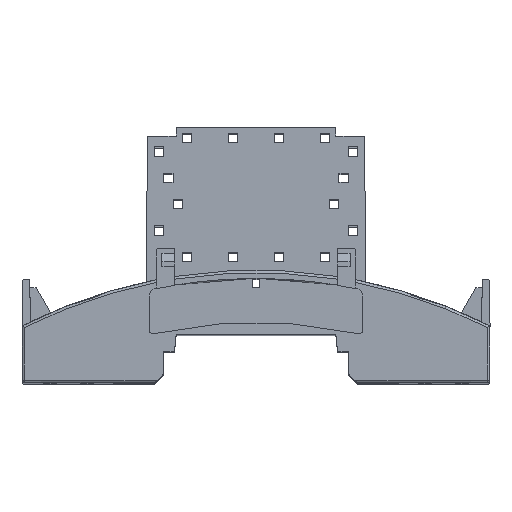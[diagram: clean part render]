
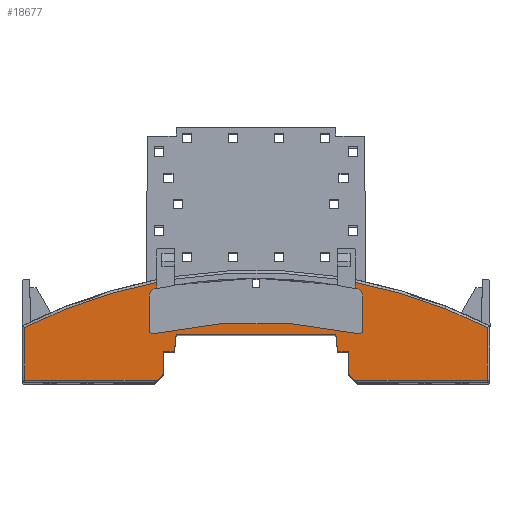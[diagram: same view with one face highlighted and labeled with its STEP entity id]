
A CAD part, top view. The second image highlights one B-rep face of the part: STEP entity #18677.
In plain terms, the highlighted planar face has unit normal (0, 0, 1).
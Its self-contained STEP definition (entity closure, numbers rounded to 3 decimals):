
#732=PLANE('',#19769);
#1538=FACE_OUTER_BOUND('',#2513,.T.);
#2513=EDGE_LOOP('',(#16274,#16275,#16276,#16277,#16278,#16279,#16280,#16281,
#16282,#16283,#16284,#16285,#16286,#16287,#16288,#16289,#16290,#16291,#16292,
#16293,#16294,#16295,#16296,#16297,#16298,#16299));
#3373=LINE('',#26554,#5829);
#4110=LINE('',#28098,#6566);
#4404=LINE('',#28703,#6860);
#4740=LINE('',#29385,#7196);
#4742=LINE('',#29390,#7198);
#4743=LINE('',#29394,#7199);
#4744=LINE('',#29400,#7200);
#4745=LINE('',#29407,#7201);
#4746=LINE('',#29409,#7202);
#4747=LINE('',#29411,#7203);
#4748=LINE('',#29412,#7204);
#4749=LINE('',#29414,#7205);
#4750=LINE('',#29416,#7206);
#4751=LINE('',#29418,#7207);
#4752=LINE('',#29420,#7208);
#4753=LINE('',#29422,#7209);
#4754=LINE('',#29423,#7210);
#5829=VECTOR('',#21261,1.);
#6566=VECTOR('',#22462,1.);
#6860=VECTOR('',#22970,1.);
#7196=VECTOR('',#23630,1.);
#7198=VECTOR('',#23634,1.);
#7199=VECTOR('',#23637,1.);
#7200=VECTOR('',#23642,1.);
#7201=VECTOR('',#23651,1.);
#7202=VECTOR('',#23652,1.);
#7203=VECTOR('',#23653,1.);
#7204=VECTOR('',#23654,1.);
#7205=VECTOR('',#23655,1.);
#7206=VECTOR('',#23656,1.);
#7207=VECTOR('',#23657,1.);
#7208=VECTOR('',#23658,1.);
#7209=VECTOR('',#23659,1.);
#7210=VECTOR('',#23660,1.);
#7894=CIRCLE('',#19610,1.5);
#7911=CIRCLE('',#19716,89.5);
#7919=CIRCLE('',#19770,99.);
#7920=CIRCLE('',#19771,97.9);
#7921=CIRCLE('',#19772,1.5);
#7922=CIRCLE('',#19773,0.8);
#7923=CIRCLE('',#19774,0.8);
#7924=CIRCLE('',#19775,97.9);
#7925=CIRCLE('',#19776,99.);
#8464=VERTEX_POINT('',#26497);
#8465=VERTEX_POINT('',#26553);
#9038=VERTEX_POINT('',#28094);
#9040=VERTEX_POINT('',#28097);
#9242=VERTEX_POINT('',#28697);
#9244=VERTEX_POINT('',#28701);
#9247=VERTEX_POINT('',#28713);
#9403=VERTEX_POINT('',#29235);
#9405=VERTEX_POINT('',#29239);
#9427=VERTEX_POINT('',#29382);
#9429=VERTEX_POINT('',#29388);
#9430=VERTEX_POINT('',#29389);
#9431=VERTEX_POINT('',#29391);
#9432=VERTEX_POINT('',#29393);
#9433=VERTEX_POINT('',#29395);
#9434=VERTEX_POINT('',#29397);
#9435=VERTEX_POINT('',#29399);
#9436=VERTEX_POINT('',#29404);
#9437=VERTEX_POINT('',#29406);
#9438=VERTEX_POINT('',#29408);
#9439=VERTEX_POINT('',#29410);
#9440=VERTEX_POINT('',#29413);
#9441=VERTEX_POINT('',#29415);
#9442=VERTEX_POINT('',#29417);
#9443=VERTEX_POINT('',#29419);
#9444=VERTEX_POINT('',#29421);
#10456=EDGE_CURVE('',#8465,#8464,#3373,.T.);
#11229=EDGE_CURVE('',#9040,#9038,#4110,.T.);
#11541=EDGE_CURVE('',#9244,#9242,#4404,.T.);
#11548=EDGE_CURVE('',#9247,#9244,#7894,.T.);
#11828=EDGE_CURVE('',#9405,#9403,#7911,.T.);
#11904=EDGE_CURVE('',#9038,#9427,#4740,.T.);
#11906=EDGE_CURVE('',#9429,#9430,#4742,.T.);
#11907=EDGE_CURVE('',#9431,#9429,#7919,.T.);
#11908=EDGE_CURVE('',#9432,#9431,#4743,.T.);
#11909=EDGE_CURVE('',#9433,#9432,#7920,.T.);
#11910=EDGE_CURVE('',#9434,#9433,#7921,.T.);
#11911=EDGE_CURVE('',#9435,#9434,#4744,.T.);
#11912=EDGE_CURVE('',#9403,#9435,#7922,.T.);
#11913=EDGE_CURVE('',#9242,#9405,#7923,.T.);
#11914=EDGE_CURVE('',#8465,#9247,#7924,.T.);
#11915=EDGE_CURVE('',#9436,#8464,#7925,.T.);
#11916=EDGE_CURVE('',#9436,#9437,#4745,.T.);
#11917=EDGE_CURVE('',#9437,#9438,#4746,.T.);
#11918=EDGE_CURVE('',#9439,#9438,#4747,.T.);
#11919=EDGE_CURVE('',#9040,#9439,#4748,.T.);
#11920=EDGE_CURVE('',#9440,#9427,#4749,.T.);
#11921=EDGE_CURVE('',#9441,#9440,#4750,.T.);
#11922=EDGE_CURVE('',#9442,#9441,#4751,.T.);
#11923=EDGE_CURVE('',#9442,#9443,#4752,.T.);
#11924=EDGE_CURVE('',#9443,#9444,#4753,.T.);
#11925=EDGE_CURVE('',#9430,#9444,#4754,.T.);
#16274=ORIENTED_EDGE('',*,*,#11906,.F.);
#16275=ORIENTED_EDGE('',*,*,#11907,.F.);
#16276=ORIENTED_EDGE('',*,*,#11908,.F.);
#16277=ORIENTED_EDGE('',*,*,#11909,.F.);
#16278=ORIENTED_EDGE('',*,*,#11910,.F.);
#16279=ORIENTED_EDGE('',*,*,#11911,.F.);
#16280=ORIENTED_EDGE('',*,*,#11912,.F.);
#16281=ORIENTED_EDGE('',*,*,#11828,.F.);
#16282=ORIENTED_EDGE('',*,*,#11913,.F.);
#16283=ORIENTED_EDGE('',*,*,#11541,.F.);
#16284=ORIENTED_EDGE('',*,*,#11548,.F.);
#16285=ORIENTED_EDGE('',*,*,#11914,.F.);
#16286=ORIENTED_EDGE('',*,*,#10456,.T.);
#16287=ORIENTED_EDGE('',*,*,#11915,.F.);
#16288=ORIENTED_EDGE('',*,*,#11916,.T.);
#16289=ORIENTED_EDGE('',*,*,#11917,.T.);
#16290=ORIENTED_EDGE('',*,*,#11918,.F.);
#16291=ORIENTED_EDGE('',*,*,#11919,.F.);
#16292=ORIENTED_EDGE('',*,*,#11229,.T.);
#16293=ORIENTED_EDGE('',*,*,#11904,.T.);
#16294=ORIENTED_EDGE('',*,*,#11920,.F.);
#16295=ORIENTED_EDGE('',*,*,#11921,.F.);
#16296=ORIENTED_EDGE('',*,*,#11922,.F.);
#16297=ORIENTED_EDGE('',*,*,#11923,.T.);
#16298=ORIENTED_EDGE('',*,*,#11924,.T.);
#16299=ORIENTED_EDGE('',*,*,#11925,.F.);
#18677=ADVANCED_FACE('',(#1538),#732,.F.);
#19610=AXIS2_PLACEMENT_3D('',#28715,#22982,#22983);
#19716=AXIS2_PLACEMENT_3D('',#29241,#23456,#23457);
#19769=AXIS2_PLACEMENT_3D('',#29387,#23632,#23633);
#19770=AXIS2_PLACEMENT_3D('',#29392,#23635,#23636);
#19771=AXIS2_PLACEMENT_3D('',#29396,#23638,#23639);
#19772=AXIS2_PLACEMENT_3D('',#29398,#23640,#23641);
#19773=AXIS2_PLACEMENT_3D('',#29401,#23643,#23644);
#19774=AXIS2_PLACEMENT_3D('',#29402,#23645,#23646);
#19775=AXIS2_PLACEMENT_3D('',#29403,#23647,#23648);
#19776=AXIS2_PLACEMENT_3D('',#29405,#23649,#23650);
#21261=DIRECTION('',(0.,1.,0.));
#22462=DIRECTION('',(1.,0.,0.));
#22970=DIRECTION('',(0.,-1.,0.));
#22982=DIRECTION('center_axis',(0.,0.,1.));
#22983=DIRECTION('ref_axis',(1.,0.,0.));
#23456=DIRECTION('center_axis',(0.,0.,-1.));
#23457=DIRECTION('ref_axis',(1.,0.,0.));
#23630=DIRECTION('',(0.105,0.995,0.));
#23632=DIRECTION('center_axis',(0.,0.,
-1.));
#23633=DIRECTION('ref_axis',(0.,-1.,0.));
#23634=DIRECTION('',(0.,-1.,0.));
#23635=DIRECTION('center_axis',(0.,0.,
-1.));
#23636=DIRECTION('ref_axis',(1.,0.,0.));
#23637=DIRECTION('',(0.,1.,0.));
#23638=DIRECTION('center_axis',(0.,0.,
1.));
#23639=DIRECTION('ref_axis',(1.,0.,0.));
#23640=DIRECTION('center_axis',(0.,0.,1.));
#23641=DIRECTION('ref_axis',(1.,0.,0.));
#23642=DIRECTION('',(0.,1.,0.));
#23643=DIRECTION('center_axis',(0.,0.,1.));
#23644=DIRECTION('ref_axis',(1.,0.,0.));
#23645=DIRECTION('center_axis',(0.,0.,1.));
#23646=DIRECTION('ref_axis',(1.,0.,0.));
#23647=DIRECTION('center_axis',(0.,0.,
1.));
#23648=DIRECTION('ref_axis',(1.,0.,0.));
#23649=DIRECTION('center_axis',(0.,0.,
-1.));
#23650=DIRECTION('ref_axis',(1.,0.,0.));
#23651=DIRECTION('',(0.,-1.,0.));
#23652=DIRECTION('',(1.,0.,0.));
#23653=DIRECTION('',(-0.707,-0.707,0.));
#23654=DIRECTION('',(0.,-1.,0.));
#23655=DIRECTION('',(-1.,0.,0.));
#23656=DIRECTION('',(-0.105,0.995,0.));
#23657=DIRECTION('',(-1.,0.,0.));
#23658=DIRECTION('',(0.,-1.,0.));
#23659=DIRECTION('',(0.707,-0.707,0.));
#23660=DIRECTION('',(-1.,0.,0.));
#26497=CARTESIAN_POINT('',(-19.04,13.252,161.8));
#26553=CARTESIAN_POINT('',(-19.04,12.131,161.8));
#26554=CARTESIAN_POINT('',(-19.04,10.,161.8));
#28094=CARTESIAN_POINT('',(-15.647,0.,161.8));
#28097=CARTESIAN_POINT('',(-17.75,0.,161.8));
#28098=CARTESIAN_POINT('',(-17.413,0.,161.8));
#28697=CARTESIAN_POINT('',(-20.5,4.225,161.8));
#28701=CARTESIAN_POINT('',(-20.5,10.609,161.8));
#28703=CARTESIAN_POINT('',(-20.5,10.,161.8));
#28713=CARTESIAN_POINT('',(-19.296,12.08,161.8));
#28715=CARTESIAN_POINT('Origin',(-19.,10.609,161.8));
#29235=CARTESIAN_POINT('',(19.525,3.444,161.8));
#29239=CARTESIAN_POINT('',(-19.525,3.444,161.8));
#29241=CARTESIAN_POINT('Origin',(0.,-83.9,
161.8));
#29382=CARTESIAN_POINT('',(-15.3,3.3,161.8));
#29385=CARTESIAN_POINT('',(-14.596,10.,161.8));
#29387=CARTESIAN_POINT('Origin',(-20.026,3.116,161.8));
#29388=CARTESIAN_POINT('',(44.35,4.61,161.8));
#29389=CARTESIAN_POINT('',(44.35,-5.5,161.8));
#29390=CARTESIAN_POINT('',(44.35,10.,161.8));
#29391=CARTESIAN_POINT('',(19.04,13.252,161.8));
#29392=CARTESIAN_POINT('Origin',(0.,-83.9,
161.8));
#29393=CARTESIAN_POINT('',(19.04,12.131,161.8));
#29394=CARTESIAN_POINT('',(19.04,10.,161.8));
#29395=CARTESIAN_POINT('',(19.296,12.08,161.8));
#29396=CARTESIAN_POINT('Origin',(0.,-83.9,
161.8));
#29397=CARTESIAN_POINT('',(20.5,10.609,161.8));
#29398=CARTESIAN_POINT('Origin',(19.,10.609,161.8));
#29399=CARTESIAN_POINT('',(20.5,4.225,161.8));
#29400=CARTESIAN_POINT('',(20.5,10.,161.8));
#29401=CARTESIAN_POINT('Origin',(19.7,4.225,161.8));
#29402=CARTESIAN_POINT('Origin',(-19.7,4.225,161.8));
#29403=CARTESIAN_POINT('Origin',(0.,-83.9,
161.8));
#29404=CARTESIAN_POINT('',(-44.35,4.61,161.8));
#29405=CARTESIAN_POINT('Origin',(0.,-83.9,
161.8));
#29406=CARTESIAN_POINT('',(-44.35,-5.5,161.8));
#29407=CARTESIAN_POINT('',(-44.35,10.,161.8));
#29408=CARTESIAN_POINT('',(-18.95,-5.5,161.8));
#29409=CARTESIAN_POINT('',(-20.026,-5.5,161.8));
#29410=CARTESIAN_POINT('',(-17.75,-4.3,161.8));
#29411=CARTESIAN_POINT('',(-17.413,-3.963,161.8));
#29412=CARTESIAN_POINT('',(-17.75,10.,161.8));
#29413=CARTESIAN_POINT('',(15.3,3.3,161.8));
#29414=CARTESIAN_POINT('',(-17.413,3.3,161.8));
#29415=CARTESIAN_POINT('',(15.647,0.,161.8));
#29416=CARTESIAN_POINT('',(14.596,10.,161.8));
#29417=CARTESIAN_POINT('',(17.75,0.,161.8));
#29418=CARTESIAN_POINT('',(-17.413,0.,161.8));
#29419=CARTESIAN_POINT('',(17.75,-4.3,161.8));
#29420=CARTESIAN_POINT('',(17.75,10.,161.8));
#29421=CARTESIAN_POINT('',(18.95,-5.5,161.8));
#29422=CARTESIAN_POINT('',(3.45,10.,161.8));
#29423=CARTESIAN_POINT('',(-20.026,-5.5,161.8));
